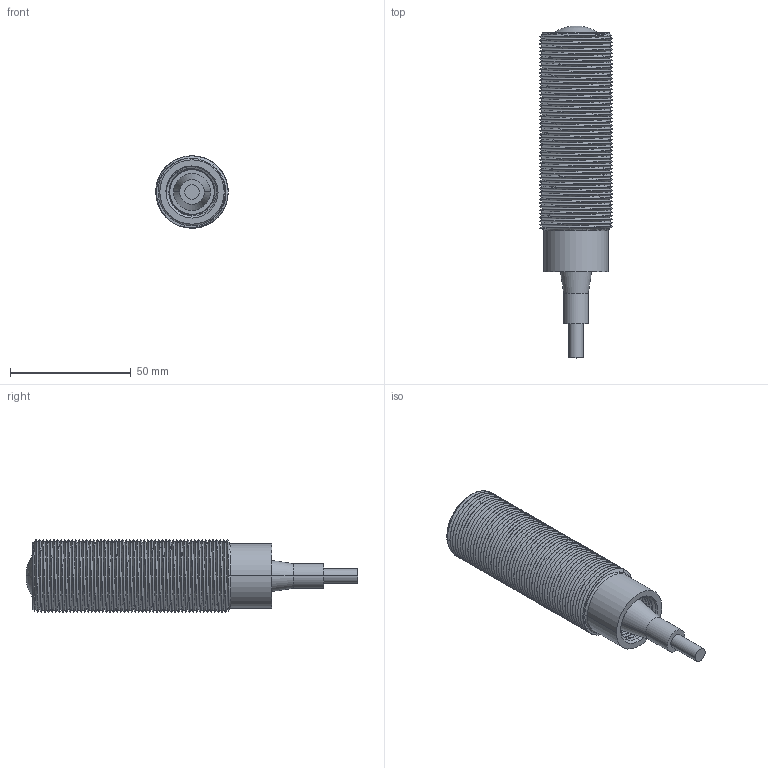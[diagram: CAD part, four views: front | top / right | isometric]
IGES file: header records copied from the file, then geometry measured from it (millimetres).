
Start section:  PTC IGES file: 156692.igs
Global section: file name: 156692.igs; native system: Pro/ENGINEER by Parametric Technology Corporation; preprocessor: 2009141; author: banengservice; organization: Unknown; date: 20110209.101205; units: inch
Bounding box: 30 x 137.7 x 30 mm (x, y, z)
Volume: 27162.2 mm3; surface area: 31539.2 mm2
Topology: 2 solids, 2 shells, 274 faces, 702 edges, 443 vertices
Faces by surface type: revolution 215, bspline 59
